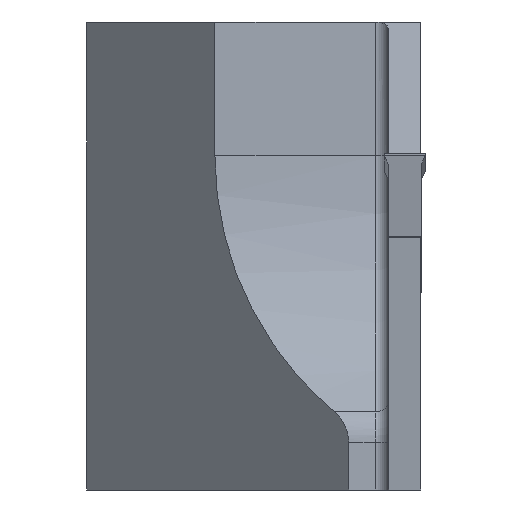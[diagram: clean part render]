
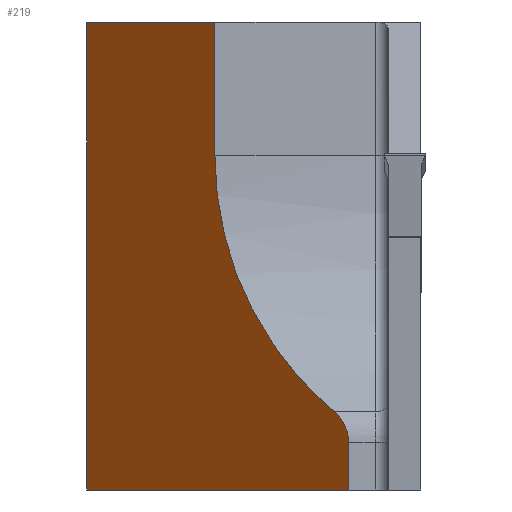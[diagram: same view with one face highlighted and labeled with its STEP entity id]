
A CAD part, left-side view. The second image highlights one B-rep face of the part: STEP entity #219.
In plain terms, the highlighted planar face has unit normal (-0.707, 0.707, 0).
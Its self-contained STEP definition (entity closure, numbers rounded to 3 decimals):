
#31=ELLIPSE('',#1048,35.355,25.);
#35=ELLIPSE('',#1078,4.243,3.);
#219=ADVANCED_FACE('',(#309),#261,.T.);
#261=PLANE('',#1089);
#309=FACE_OUTER_BOUND('',#358,.T.);
#358=EDGE_LOOP('',(#585,#586,#587,#588,#589,#590,#591));
#585=ORIENTED_EDGE('',*,*,#744,.F.);
#586=ORIENTED_EDGE('',*,*,#740,.F.);
#587=ORIENTED_EDGE('',*,*,#799,.F.);
#588=ORIENTED_EDGE('',*,*,#777,.F.);
#589=ORIENTED_EDGE('',*,*,#771,.F.);
#590=ORIENTED_EDGE('',*,*,#806,.F.);
#591=ORIENTED_EDGE('',*,*,#803,.F.);
#648=VERTEX_POINT('',#1440);
#649=VERTEX_POINT('',#1441);
#652=VERTEX_POINT('',#1449);
#674=VERTEX_POINT('',#1502);
#676=VERTEX_POINT('',#1505);
#678=VERTEX_POINT('',#1514);
#689=VERTEX_POINT('',#1565);
#740=EDGE_CURVE('',#648,#649,#861,.T.);
#744=EDGE_CURVE('',#649,#652,#31,.T.);
#771=EDGE_CURVE('',#674,#676,#887,.T.);
#777=EDGE_CURVE('',#676,#678,#892,.T.);
#799=EDGE_CURVE('',#678,#648,#911,.T.);
#803=EDGE_CURVE('',#652,#689,#35,.T.);
#806=EDGE_CURVE('',#689,#674,#915,.T.);
#861=LINE('',#1439,#967);
#887=LINE('',#1504,#993);
#892=LINE('',#1513,#998);
#911=LINE('',#1557,#1017);
#915=LINE('',#1570,#1021);
#967=VECTOR('',#1181,1.);
#993=VECTOR('',#1229,1.);
#998=VECTOR('',#1238,1.);
#1017=VECTOR('',#1285,1.);
#1021=VECTOR('',#1303,1.);
#1048=AXIS2_PLACEMENT_3D('',#1448,#1187,#1188);
#1078=AXIS2_PLACEMENT_3D('',#1564,#1296,#1297);
#1089=AXIS2_PLACEMENT_3D('',#1580,#1321,#1322);
#1181=DIRECTION('',(0.,0.,-1.));
#1187=DIRECTION('',(-0.707,0.707,0.));
#1188=DIRECTION('',(-0.707,-0.707,0.));
#1229=DIRECTION('',(0.707,0.707,0.));
#1238=DIRECTION('',(0.,0.,1.));
#1285=DIRECTION('',(-0.707,-0.707,0.));
#1296=DIRECTION('',(0.707,-0.707,0.));
#1297=DIRECTION('',(-0.707,-0.707,0.));
#1303=DIRECTION('',(0.,0.,-1.));
#1321=DIRECTION('',(-0.707,0.707,0.));
#1322=DIRECTION('',(-0.707,-0.707,0.));
#1439=CARTESIAN_POINT('',(23.,15.4,-336.5));
#1440=CARTESIAN_POINT('',(23.,15.4,10.));
#1441=CARTESIAN_POINT('',(23.,15.4,0.));
#1448=CARTESIAN_POINT('',(-2.,-9.6,0.));
#1449=CARTESIAN_POINT('',(14.071,6.471,-19.15));
#1502=CARTESIAN_POINT('',(13.,5.4,-25.));
#1504=CARTESIAN_POINT('',(32.6,25.,-25.));
#1505=CARTESIAN_POINT('',(32.6,25.,-25.));
#1513=CARTESIAN_POINT('',(32.6,25.,-336.5));
#1514=CARTESIAN_POINT('',(32.6,25.,10.));
#1557=CARTESIAN_POINT('',(32.6,25.,10.));
#1564=CARTESIAN_POINT('',(16.,8.4,-21.448));
#1565=CARTESIAN_POINT('',(13.,5.4,-21.448));
#1570=CARTESIAN_POINT('',(13.,5.4,-336.5));
#1580=CARTESIAN_POINT('',(32.6,25.,-336.5));
